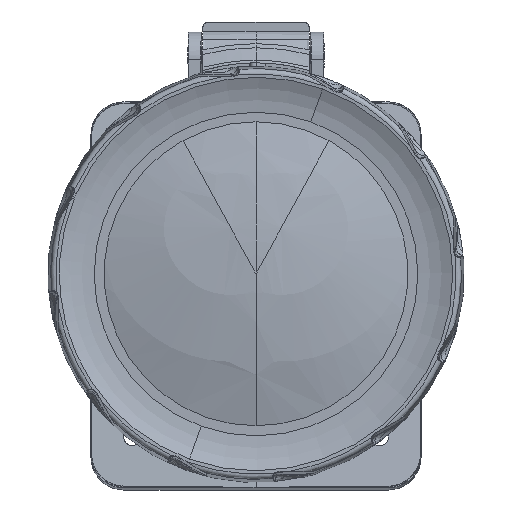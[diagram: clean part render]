
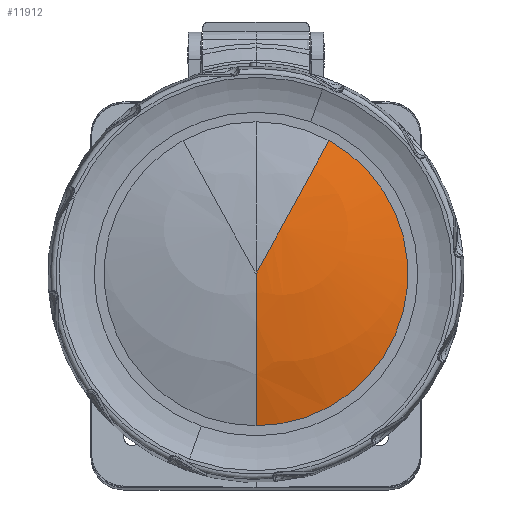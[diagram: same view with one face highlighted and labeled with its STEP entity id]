
A CAD part, front view. The second image highlights one B-rep face of the part: STEP entity #11912.
In plain terms, the highlighted spherical face has radius 131.948 mm.
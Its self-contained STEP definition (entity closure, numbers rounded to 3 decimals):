
#2468=CARTESIAN_POINT('',(0.,-10.538,
0.143));
#2469=DIRECTION('',(0.,1.,-0.003));
#2470=DIRECTION('',(0.48,0.002,0.877));
#2471=AXIS2_PLACEMENT_3D('',#2468,#2469,#2470);
#2493=CARTESIAN_POINT('',(0.,-15.785,
0.071));
#2494=CARTESIAN_POINT('',(-0.001,-15.786,
-0.33));
#2495=CARTESIAN_POINT('',(0.,-15.784,
-1.178));
#2496=CARTESIAN_POINT('',(0.,-15.767,
-2.564));
#2497=CARTESIAN_POINT('',(0.,-15.729,
-4.153));
#2498=CARTESIAN_POINT('',(0.,-15.664,
-5.968));
#2499=CARTESIAN_POINT('',(0.,-15.558,
-8.037));
#2500=CARTESIAN_POINT('',(0.,-15.399,
-10.383));
#2501=CARTESIAN_POINT('',(0.,-15.169,
-13.028));
#2502=CARTESIAN_POINT('',(0.,-14.848,
-15.994));
#2503=CARTESIAN_POINT('',(0.,-14.41,
-19.299));
#2504=CARTESIAN_POINT('',(0.,-13.825,
-22.961));
#2505=CARTESIAN_POINT('',(0.,-13.052,
-27.026));
#2506=CARTESIAN_POINT('',(0.,-12.039,
-31.539));
#2507=CARTESIAN_POINT('',(0.,-11.146,
-34.922));
#2508=CARTESIAN_POINT('',(0.,-10.635,
-36.695));
#2543=CARTESIAN_POINT('',(0.,116.162,
-0.191));
#2544=DIRECTION('',(0.878,-0.001,-0.479));
#2545=DIRECTION('',(0.046,-0.995,0.087));
#2546=AXIS2_PLACEMENT_3D('',#2543,#2544,#2545);
#2548=CARTESIAN_POINT('',(0.,116.162,
-0.191));
#2549=DIRECTION('',(0.878,-0.001,-0.479));
#2550=DIRECTION('',(0.134,-0.96,0.247));
#2551=AXIS2_PLACEMENT_3D('',#2548,#2549,#2550);
#8709=CARTESIAN_POINT('',(0.,-15.785,
0.071));
#8711=VERTEX_POINT('',#8709);
#8712=CARTESIAN_POINT('',(6.128,-15.142,11.287));
#8713=VERTEX_POINT('',#8712);
#8733=CARTESIAN_POINT('',(0.,-10.635,
-36.695));
#8735=VERTEX_POINT('',#8733);
#8739=CARTESIAN_POINT('',(17.696,-10.453,32.452));
#8740=VERTEX_POINT('',#8739);
#11901=CARTESIAN_POINT('',(0.,116.162,
-0.191));
#11902=DIRECTION('',(-0.046,0.995,-0.087));
#11903=DIRECTION('',(-0.477,-0.099,-0.873));
#11904=AXIS2_PLACEMENT_3D('',#11901,#11902,#11903);
#11905=SPHERICAL_SURFACE('',#11904,131.948);
#11906=ORIENTED_EDGE('',*,*,#11850,.T.);
#11907=ORIENTED_EDGE('',*,*,#11869,.F.);
#11908=ORIENTED_EDGE('',*,*,#11895,.F.);
#11909=ORIENTED_EDGE('',*,*,#11893,.F.);
#11910=EDGE_LOOP('',(#11906,#11907,#11908,#11909));
#11911=FACE_OUTER_BOUND('',#11910,.F.);
#11912=ADVANCED_FACE('',(#11911),#11905,.T.);
#2472=CIRCLE('',#2471,36.838);
#2509=B_SPLINE_CURVE_WITH_KNOTS('',3,(#2493,#2494,#2495,#2496,#2497,#2498,#2499,
#2500,#2501,#2502,#2503,#2504,#2505,#2506,#2507,#2508),.UNSPECIFIED.,.F.,.F.,(4,
1,1,1,1,1,1,1,1,1,1,1,1,4),(0.,0.077,0.154,
0.231,0.308,0.385,0.462,
0.538,0.615,0.692,0.769,
0.846,0.923,1.),.UNSPECIFIED.);
#2547=CIRCLE('',#2546,131.948);
#2552=CIRCLE('',#2551,131.948);
#11850=EDGE_CURVE('',#8740,#8735,#2472,.T.);
#11869=EDGE_CURVE('',#8711,#8735,#2509,.T.);
#11893=EDGE_CURVE('',#8740,#8713,#2552,.T.);
#11895=EDGE_CURVE('',#8713,#8711,#2547,.T.);
